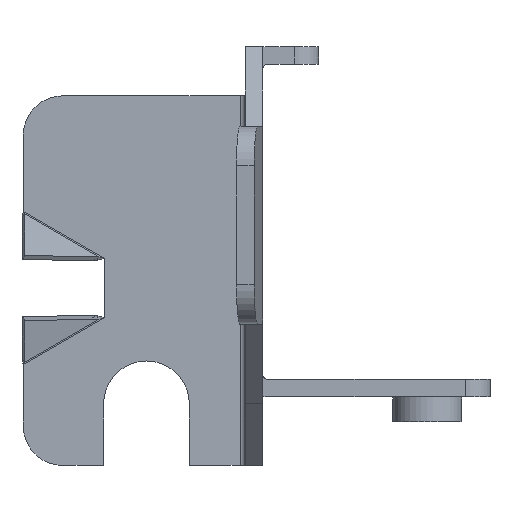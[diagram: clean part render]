
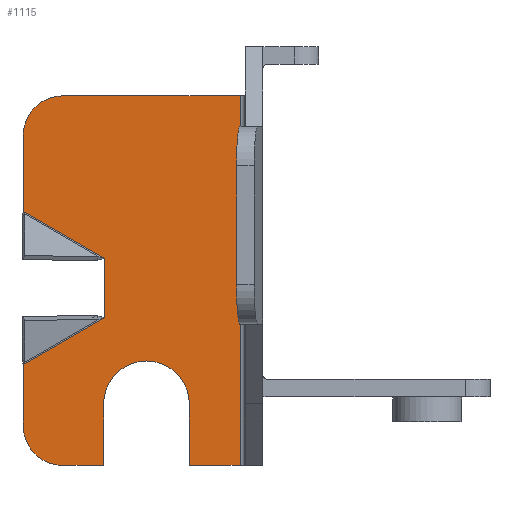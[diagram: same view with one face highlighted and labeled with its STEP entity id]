
A CAD part, front view. The second image highlights one B-rep face of the part: STEP entity #1115.
In plain terms, the highlighted planar face has unit normal (0, -1, 0).
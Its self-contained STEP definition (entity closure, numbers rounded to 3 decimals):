
#1050 = VERTEX_POINT('',#1051);
#1051 = CARTESIAN_POINT('',(-18.885,95.55,
    -6.095));
#1057 = EDGE_CURVE('',#1050,#1058,#1060,.T.);
#1058 = VERTEX_POINT('',#1059);
#1059 = CARTESIAN_POINT('',(-20.917,95.55,
    -4.063));
#1060 = CIRCLE('',#1061,2.032);
#1061 = AXIS2_PLACEMENT_3D('',#1062,#1063,#1064);
#1062 = CARTESIAN_POINT('',(-18.885,95.55,
    -4.063));
#1063 = DIRECTION('',(0.,1.,0.));
#1064 = DIRECTION('',(-0.707,0.,-0.707));
#1081 = EDGE_CURVE('',#1082,#1058,#1084,.T.);
#1082 = VERTEX_POINT('',#1083);
#1083 = CARTESIAN_POINT('',(-20.917,95.55,
    -0.895));
#1084 = LINE('',#1085,#1086);
#1085 = CARTESIAN_POINT('',(-20.917,95.55,
    -0.895));
#1086 = VECTOR('',#1087,1.);
#1087 = DIRECTION('',(0.,0.,-1.));
#1115 = ADVANCED_FACE('',(#1116),#1216,.F.);
#1116 = FACE_BOUND('',#1117,.T.);
#1117 = EDGE_LOOP('',(#1118,#1119,#1127,#1135,#1144,#1152,#1160,#1168,
    #1176,#1185,#1193,#1201,#1209,#1215));
#1118 = ORIENTED_EDGE('',*,*,#1057,.F.);
#1119 = ORIENTED_EDGE('',*,*,#1120,.T.);
#1120 = EDGE_CURVE('',#1050,#1121,#1123,.T.);
#1121 = VERTEX_POINT('',#1122);
#1122 = CARTESIAN_POINT('',(-16.777,95.55,
    -6.095));
#1123 = LINE('',#1124,#1125);
#1124 = CARTESIAN_POINT('',(-18.885,95.55,
    -6.095));
#1125 = VECTOR('',#1126,1.);
#1126 = DIRECTION('',(1.,0.,0.));
#1127 = ORIENTED_EDGE('',*,*,#1128,.T.);
#1128 = EDGE_CURVE('',#1121,#1129,#1131,.T.);
#1129 = VERTEX_POINT('',#1130);
#1130 = CARTESIAN_POINT('',(-16.777,95.55,
    -2.92));
#1131 = LINE('',#1132,#1133);
#1132 = CARTESIAN_POINT('',(-16.777,95.55,
    -6.095));
#1133 = VECTOR('',#1134,1.);
#1134 = DIRECTION('',(0.,0.,1.));
#1135 = ORIENTED_EDGE('',*,*,#1136,.T.);
#1136 = EDGE_CURVE('',#1129,#1137,#1139,.T.);
#1137 = VERTEX_POINT('',#1138);
#1138 = CARTESIAN_POINT('',(-12.357,95.55,
    -2.92));
#1139 = CIRCLE('',#1140,2.21);
#1140 = AXIS2_PLACEMENT_3D('',#1141,#1142,#1143);
#1141 = CARTESIAN_POINT('',(-14.567,95.55,
    -2.92));
#1142 = DIRECTION('',(0.,1.,0.));
#1143 = DIRECTION('',(-1.,0.,0.));
#1144 = ORIENTED_EDGE('',*,*,#1145,.T.);
#1145 = EDGE_CURVE('',#1137,#1146,#1148,.T.);
#1146 = VERTEX_POINT('',#1147);
#1147 = CARTESIAN_POINT('',(-12.357,95.55,
    -6.095));
#1148 = LINE('',#1149,#1150);
#1149 = CARTESIAN_POINT('',(-12.357,95.55,
    -2.92));
#1150 = VECTOR('',#1151,1.);
#1151 = DIRECTION('',(0.,0.,-1.));
#1152 = ORIENTED_EDGE('',*,*,#1153,.T.);
#1153 = EDGE_CURVE('',#1146,#1154,#1156,.T.);
#1154 = VERTEX_POINT('',#1155);
#1155 = CARTESIAN_POINT('',(-9.741,95.55,
    -6.095));
#1156 = LINE('',#1157,#1158);
#1157 = CARTESIAN_POINT('',(-12.357,95.55,
    -6.095));
#1158 = VECTOR('',#1159,1.);
#1159 = DIRECTION('',(1.,0.,0.));
#1160 = ORIENTED_EDGE('',*,*,#1161,.T.);
#1161 = EDGE_CURVE('',#1154,#1162,#1164,.T.);
#1162 = VERTEX_POINT('',#1163);
#1163 = CARTESIAN_POINT('',(-9.741,95.55,
    12.955));
#1164 = LINE('',#1165,#1166);
#1165 = CARTESIAN_POINT('',(-9.741,95.55,
    -6.095));
#1166 = VECTOR('',#1167,1.);
#1167 = DIRECTION('',(0.,0.,1.));
#1168 = ORIENTED_EDGE('',*,*,#1169,.T.);
#1169 = EDGE_CURVE('',#1162,#1170,#1172,.T.);
#1170 = VERTEX_POINT('',#1171);
#1171 = CARTESIAN_POINT('',(-18.885,95.55,
    12.955));
#1172 = LINE('',#1173,#1174);
#1173 = CARTESIAN_POINT('',(-9.741,95.55,
    12.955));
#1174 = VECTOR('',#1175,1.);
#1175 = DIRECTION('',(-1.,0.,0.));
#1176 = ORIENTED_EDGE('',*,*,#1177,.F.);
#1177 = EDGE_CURVE('',#1178,#1170,#1180,.T.);
#1178 = VERTEX_POINT('',#1179);
#1179 = CARTESIAN_POINT('',(-20.917,95.55,
    10.923));
#1180 = CIRCLE('',#1181,2.032);
#1181 = AXIS2_PLACEMENT_3D('',#1182,#1183,#1184);
#1182 = CARTESIAN_POINT('',(-18.885,95.55,
    10.923));
#1183 = DIRECTION('',(0.,1.,-0.));
#1184 = DIRECTION('',(-0.707,0.,0.707));
#1185 = ORIENTED_EDGE('',*,*,#1186,.T.);
#1186 = EDGE_CURVE('',#1178,#1187,#1189,.T.);
#1187 = VERTEX_POINT('',#1188);
#1188 = CARTESIAN_POINT('',(-20.917,95.55,
    6.993));
#1189 = LINE('',#1190,#1191);
#1190 = CARTESIAN_POINT('',(-20.917,95.55,
    10.923));
#1191 = VECTOR('',#1192,1.);
#1192 = DIRECTION('',(0.,0.,-1.));
#1193 = ORIENTED_EDGE('',*,*,#1194,.T.);
#1194 = EDGE_CURVE('',#1187,#1195,#1197,.T.);
#1195 = VERTEX_POINT('',#1196);
#1196 = CARTESIAN_POINT('',(-16.726,95.55,
    4.573));
#1197 = LINE('',#1198,#1199);
#1198 = CARTESIAN_POINT('',(-20.917,95.55,
    6.993));
#1199 = VECTOR('',#1200,1.);
#1200 = DIRECTION('',(0.866,0.,-0.5));
#1201 = ORIENTED_EDGE('',*,*,#1202,.T.);
#1202 = EDGE_CURVE('',#1195,#1203,#1205,.T.);
#1203 = VERTEX_POINT('',#1204);
#1204 = CARTESIAN_POINT('',(-16.726,95.55,
    1.525));
#1205 = LINE('',#1206,#1207);
#1206 = CARTESIAN_POINT('',(-16.726,95.55,
    4.573));
#1207 = VECTOR('',#1208,1.);
#1208 = DIRECTION('',(0.,0.,-1.));
#1209 = ORIENTED_EDGE('',*,*,#1210,.T.);
#1210 = EDGE_CURVE('',#1203,#1082,#1211,.T.);
#1211 = LINE('',#1212,#1213);
#1212 = CARTESIAN_POINT('',(-16.726,95.55,
    1.525));
#1213 = VECTOR('',#1214,1.);
#1214 = DIRECTION('',(-0.866,0.,-0.5));
#1215 = ORIENTED_EDGE('',*,*,#1081,.T.);
#1216 = PLANE('',#1217);
#1217 = AXIS2_PLACEMENT_3D('',#1218,#1219,#1220);
#1218 = CARTESIAN_POINT('',(-15.202,95.55,
    3.43));
#1219 = DIRECTION('',(0.,1.,0.));
#1220 = DIRECTION('',(-1.,0.,0.));
